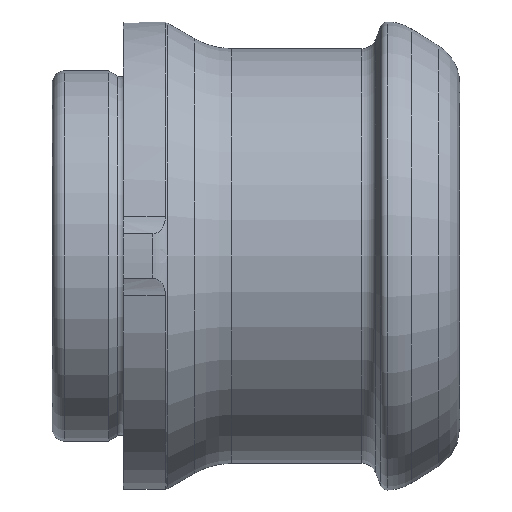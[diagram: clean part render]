
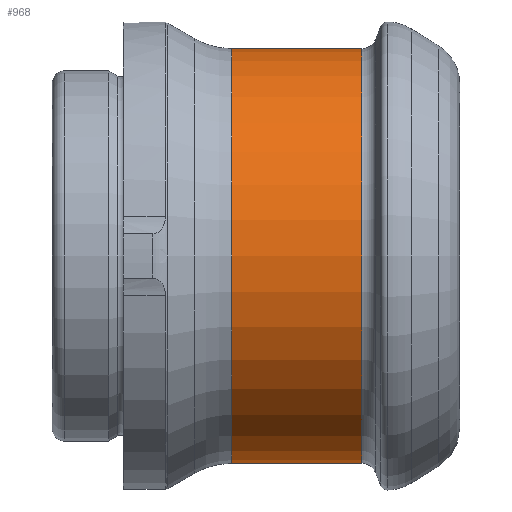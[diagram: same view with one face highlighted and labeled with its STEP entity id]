
A CAD part, left-side view. The second image highlights one B-rep face of the part: STEP entity #968.
In plain terms, the highlighted cylindrical face has radius 14 mm (diameter 28 mm), a full revolution.
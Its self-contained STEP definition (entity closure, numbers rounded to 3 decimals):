
#108 = CARTESIAN_POINT ( 'NONE',  ( 0., 6.602, 14. ) ) ;
#111 = AXIS2_PLACEMENT_3D ( 'NONE', #762, #766, #851 ) ;
#115 = DIRECTION ( 'NONE',  ( 0., 0., 1. ) ) ;
#124 = CARTESIAN_POINT ( 'NONE',  ( 0., 15.396, 14. ) ) ;
#166 = ORIENTED_EDGE ( 'NONE', *, *, #300, .T. ) ;
#233 = EDGE_LOOP ( 'NONE', ( #641 ) ) ;
#237 = CIRCLE ( 'NONE', #837, 14. ) ;
#277 = DIRECTION ( 'NONE',  ( 0., 1., 0. ) ) ;
#300 = EDGE_CURVE ( 'NONE', #836, #836, #387, .T. ) ;
#345 = EDGE_LOOP ( 'NONE', ( #166 ) ) ;
#346 = CARTESIAN_POINT ( 'NONE',  ( 0., 15.396, 0. ) ) ;
#366 = CYLINDRICAL_SURFACE ( 'NONE', #807, 14. ) ;
#387 = CIRCLE ( 'NONE', #111, 14. ) ;
#446 = VERTEX_POINT ( 'NONE', #124 ) ;
#641 = ORIENTED_EDGE ( 'NONE', *, *, #887, .F. ) ;
#700 = DIRECTION ( 'NONE',  ( 0., 0., 1. ) ) ;
#713 = FACE_OUTER_BOUND ( 'NONE', #233, .T. ) ;
#762 = CARTESIAN_POINT ( 'NONE',  ( 0., 6.602, 0. ) ) ;
#766 = DIRECTION ( 'NONE',  ( 0., 1., 0. ) ) ;
#780 = FACE_OUTER_BOUND ( 'NONE', #345, .T. ) ;
#807 = AXIS2_PLACEMENT_3D ( 'NONE', #1015, #277, #700 ) ;
#836 = VERTEX_POINT ( 'NONE', #108 ) ;
#837 = AXIS2_PLACEMENT_3D ( 'NONE', #346, #924, #115 ) ;
#851 = DIRECTION ( 'NONE',  ( 0., 0., 1. ) ) ;
#887 = EDGE_CURVE ( 'NONE', #446, #446, #237, .T. ) ;
#924 = DIRECTION ( 'NONE',  ( 0., 1., 0. ) ) ;
#968 = ADVANCED_FACE ( 'NONE', ( #713, #780 ), #366, .T. ) ;
#1015 = CARTESIAN_POINT ( 'NONE',  ( 0., 39.647, 0. ) ) ;
